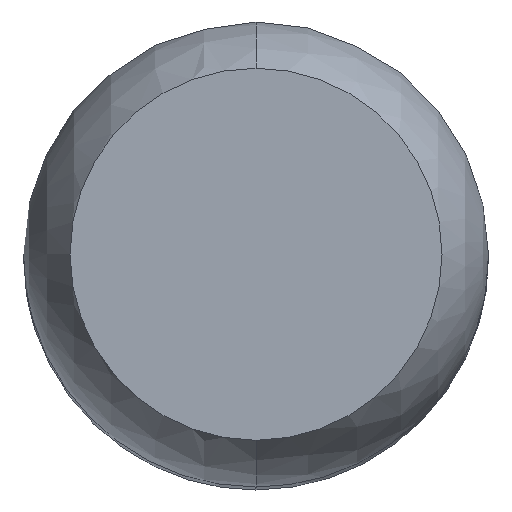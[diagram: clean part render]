
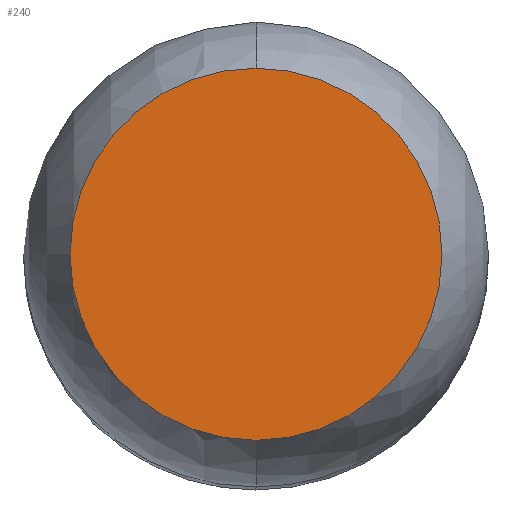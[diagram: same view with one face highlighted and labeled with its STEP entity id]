
A CAD part, top view. The second image highlights one B-rep face of the part: STEP entity #240.
In plain terms, the highlighted planar face has unit normal (0, 0, 1).
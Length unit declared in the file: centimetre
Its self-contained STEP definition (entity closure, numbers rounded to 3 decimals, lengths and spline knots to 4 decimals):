
#4 = CIRCLE ( 'NONE', #353, 2.54 ) ;
#31 = ORIENTED_EDGE ( 'NONE', *, *, #719, .F. ) ;
#93 = EDGE_CURVE ( 'NONE', #381, #478, #428, .T. ) ;
#101 = CARTESIAN_POINT ( 'NONE',  ( 0., 1.27, 45.0081 ) ) ;
#117 = FACE_OUTER_BOUND ( 'NONE', #469, .T. ) ;
#119 = AXIS2_PLACEMENT_3D ( 'NONE', #424, #710, #161 ) ;
#161 = DIRECTION ( 'NONE',  ( -1., 0., 0. ) ) ;
#197 = AXIS2_PLACEMENT_3D ( 'NONE', #101, #422, #290 ) ;
#240 = ADVANCED_FACE ( 'NONE', ( #117 ), #298, .T. ) ;
#290 = DIRECTION ( 'NONE',  ( 1., 0., 0. ) ) ;
#298 = PLANE ( 'NONE',  #197 ) ;
#338 = ORIENTED_EDGE ( 'NONE', *, *, #93, .F. ) ;
#353 = AXIS2_PLACEMENT_3D ( 'NONE', #577, #396, #516 ) ;
#381 = VERTEX_POINT ( 'NONE', #744 ) ;
#396 = DIRECTION ( 'NONE',  ( 0., 0., -1. ) ) ;
#422 = DIRECTION ( 'NONE',  ( 0., 0., 1. ) ) ;
#424 = CARTESIAN_POINT ( 'NONE',  ( 0., 0., 45.0081 ) ) ;
#428 = CIRCLE ( 'NONE', #119, 2.54 ) ;
#469 = EDGE_LOOP ( 'NONE', ( #338, #31 ) ) ;
#478 = VERTEX_POINT ( 'NONE', #610 ) ;
#516 = DIRECTION ( 'NONE',  ( -1., 0., 0. ) ) ;
#577 = CARTESIAN_POINT ( 'NONE',  ( 0., 0., 45.0081 ) ) ;
#610 = CARTESIAN_POINT ( 'NONE',  ( 0., -2.54, 45.0081 ) ) ;
#710 = DIRECTION ( 'NONE',  ( 0., 0., -1. ) ) ;
#719 = EDGE_CURVE ( 'NONE', #478, #381, #4, .T. ) ;
#744 = CARTESIAN_POINT ( 'NONE',  ( 0., 2.54, 45.0081 ) ) ;
